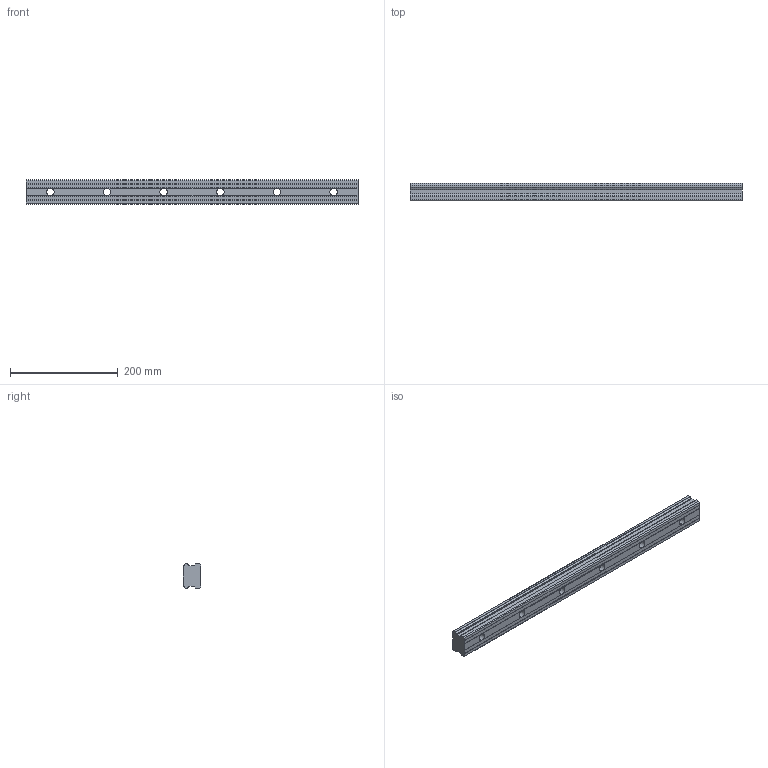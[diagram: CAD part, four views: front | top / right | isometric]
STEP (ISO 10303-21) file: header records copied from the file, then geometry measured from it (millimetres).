
FILE_DESCRIPTION (( 'STEP AP214' ), '1' );
FILE_NAME ('SHS45C1SS-615L_G45_0_B-PT18_237-5_0_0_0_1.STEP', '2021-06-23T11:41:59', ( '' ), ( '' ), 'SwSTEP 2.0', 'SolidWorks 2021', '' );
FILE_SCHEMA (( 'AUTOMOTIVE_DESIGN' ));
Length unit declared in the file: millimetre
Products named in the file (2): SHS45C1SS-615L_G45_0_B-PT18_237-5_0_0_0_1; _SHS45C61545 Track
Assembly tree (1 placements, depth 2):
  SHS45C1SS-615L_G45_0_B-PT18_237-5_0_0_0_1
    _SHS45C61545 Track
Bounding box: 615 x 32 x 45 mm (x, y, z)
Volume: 766955.9 mm3; surface area: 106867.7 mm2
Topology: 1 solids, 1 shells, 80 faces, 210 edges, 132 vertices
Faces by surface type: cylinder 44, plane 36
Entity records: 2560 total; most frequent: DIRECTION 466, CARTESIAN_POINT 426, ORIENTED_EDGE 420, EDGE_CURVE 210, AXIS2_PLACEMENT_3D 172, VERTEX_POINT 132, LINE 122, VECTOR 122
